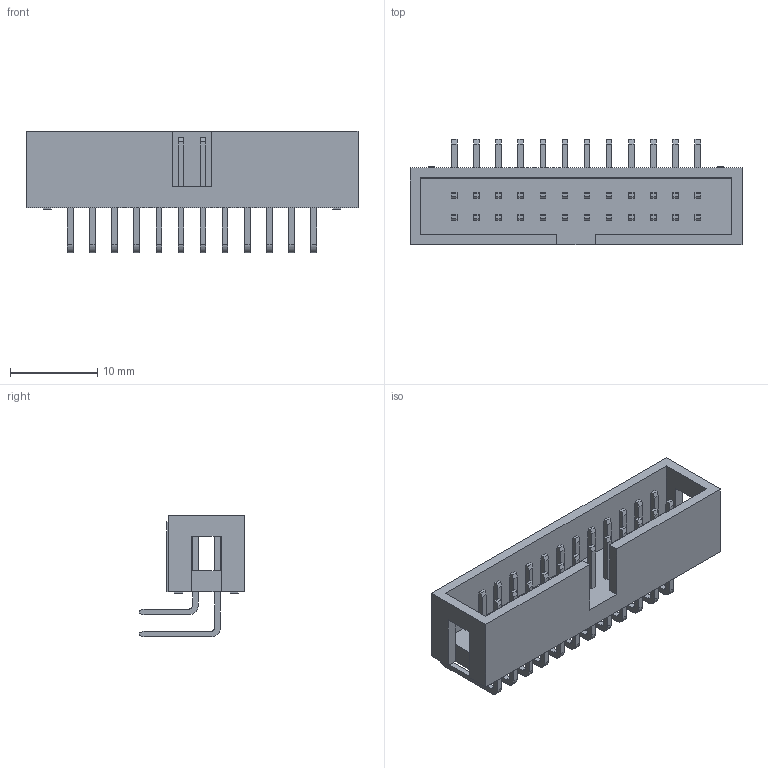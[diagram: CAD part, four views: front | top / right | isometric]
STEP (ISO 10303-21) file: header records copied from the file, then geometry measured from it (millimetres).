
FILE_DESCRIPTION(('STEP AP214'),'1');
FILE_NAME('header_awhw24a-0502-t.stp','2020-03-14T03:37:36',('TraceParts'),('TraceParts S.A.'),'Spatial InterOp 3D',' ',' ');
FILE_SCHEMA(('AUTOMOTIVE_DESIGN { 1 0 10303 214 1 1 1 1 }'));
Length unit declared in the file: millimetre
Products named in the file (1): header_awhw24a-0502-t
Bounding box: 38.1 x 12.1 x 13.98 mm (x, y, z)
Volume: 1542.9 mm3; surface area: 2988.4 mm2
Topology: 1 solids, 1 shells, 482 faces, 1292 edges, 860 vertices
Faces by surface type: plane 434, cylinder 48
Entity records: 18700 total; most frequent: CARTESIAN_POINT 2635, ORIENTED_EDGE 2584, DIRECTION 2354, EDGE_CURVE 1292, LINE 1196, VECTOR 1196, VERTEX_POINT 860, AXIS2_PLACEMENT_3D 579
